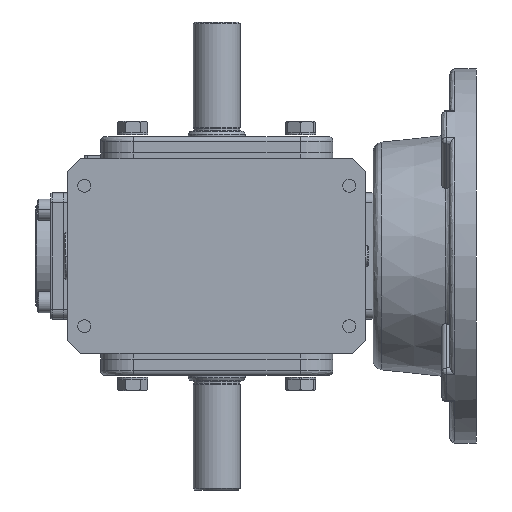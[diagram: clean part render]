
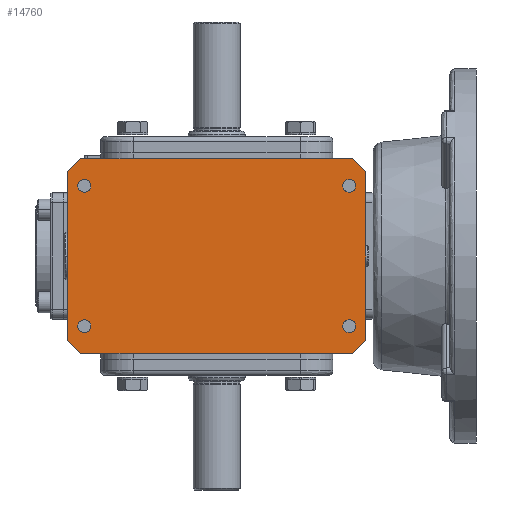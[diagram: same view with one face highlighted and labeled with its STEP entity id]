
A CAD part, front view. The second image highlights one B-rep face of the part: STEP entity #14760.
In plain terms, the highlighted planar face has unit normal (0, -1, 0).
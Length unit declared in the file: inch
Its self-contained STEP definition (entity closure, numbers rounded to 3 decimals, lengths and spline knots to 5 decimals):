
#162 = CARTESIAN_POINT ( 'NONE',  ( -3.26772, -2.93819, -2.34252 ) ) ;
#244 = CARTESIAN_POINT ( 'NONE',  ( 3.1874, -2.93819, 1.53115 ) ) ;
#451 = DIRECTION ( 'NONE',  ( 0., 1., 0. ) ) ;
#475 = CARTESIAN_POINT ( 'NONE',  ( -3.1874, -2.93819, -1.6874 ) ) ;
#486 = ORIENTED_EDGE ( 'NONE', *, *, #16379, .T. ) ;
#547 = CARTESIAN_POINT ( 'NONE',  ( -3.1874, -2.93819, 1.6874 ) ) ;
#639 = EDGE_CURVE ( 'NONE', #24346, #12296, #3855, .T. ) ;
#1077 = AXIS2_PLACEMENT_3D ( 'NONE', #3832, #18250, #5872 ) ;
#1211 = EDGE_CURVE ( 'NONE', #12296, #23149, #8061, .T. ) ;
#1309 = ORIENTED_EDGE ( 'NONE', *, *, #13440, .T. ) ;
#1375 = CIRCLE ( 'NONE', #1077, 0.15625 ) ;
#1449 = FACE_BOUND ( 'NONE', #12033, .T. ) ;
#1541 = LINE ( 'NONE', #18832, #23423 ) ;
#1569 = ORIENTED_EDGE ( 'NONE', *, *, #4801, .T. ) ;
#1784 = AXIS2_PLACEMENT_3D ( 'NONE', #475, #14871, #2543 ) ;
#1831 = CARTESIAN_POINT ( 'NONE',  ( 3.1874, -2.93819, -1.53115 ) ) ;
#2183 = CARTESIAN_POINT ( 'NONE',  ( 3.58268, -2.93819, 2.02756 ) ) ;
#2310 = VECTOR ( 'NONE', #16575, 39.37008 ) ;
#2312 = DIRECTION ( 'NONE',  ( 0., 1., 0. ) ) ;
#2361 = DIRECTION ( 'NONE',  ( 1., 0., 0. ) ) ;
#2365 = EDGE_CURVE ( 'NONE', #3537, #13800, #13150, .T. ) ;
#2383 = DIRECTION ( 'NONE',  ( 0., 0., -1. ) ) ;
#2543 = DIRECTION ( 'NONE',  ( 0., 0., -1. ) ) ;
#2562 = CARTESIAN_POINT ( 'NONE',  ( 3.26772, -2.93819, -2.34252 ) ) ;
#2606 = DIRECTION ( 'NONE',  ( 0., 0., -1. ) ) ;
#3143 = CARTESIAN_POINT ( 'NONE',  ( -3.1874, -2.93819, -1.6874 ) ) ;
#3286 = EDGE_CURVE ( 'NONE', #23781, #23916, #13126, .T. ) ;
#3487 = AXIS2_PLACEMENT_3D ( 'NONE', #547, #14936, #2606 ) ;
#3537 = VERTEX_POINT ( 'NONE', #13515 ) ;
#3704 = VERTEX_POINT ( 'NONE', #9029 ) ;
#3753 = CARTESIAN_POINT ( 'NONE',  ( -3.58268, -2.93819, -2.02756 ) ) ;
#3832 = CARTESIAN_POINT ( 'NONE',  ( 3.1874, -2.93819, 1.6874 ) ) ;
#3855 = LINE ( 'NONE', #21750, #14792 ) ;
#3925 = VERTEX_POINT ( 'NONE', #5598 ) ;
#4050 = DIRECTION ( 'NONE',  ( 0., 1., 0. ) ) ;
#4192 = EDGE_CURVE ( 'NONE', #8053, #21173, #1541, .T. ) ;
#4420 = DIRECTION ( 'NONE',  ( 0., 0., 1. ) ) ;
#4531 = ORIENTED_EDGE ( 'NONE', *, *, #22444, .T. ) ;
#4760 = AXIS2_PLACEMENT_3D ( 'NONE', #12763, #451, #14845 ) ;
#4801 = EDGE_CURVE ( 'NONE', #3704, #8053, #15694, .T. ) ;
#4919 = CIRCLE ( 'NONE', #22582, 0.15625 ) ;
#4946 = FACE_BOUND ( 'NONE', #14978, .T. ) ;
#4962 = CARTESIAN_POINT ( 'NONE',  ( -3.58268, -2.93819, 2.55906 ) ) ;
#5209 = DIRECTION ( 'NONE',  ( 0., 0., -1. ) ) ;
#5340 = ORIENTED_EDGE ( 'NONE', *, *, #2365, .T. ) ;
#5527 = ORIENTED_EDGE ( 'NONE', *, *, #639, .T. ) ;
#5598 = CARTESIAN_POINT ( 'NONE',  ( -3.1874, -2.93819, 1.84365 ) ) ;
#5601 = FACE_OUTER_BOUND ( 'NONE', #22700, .T. ) ;
#5656 = VECTOR ( 'NONE', #2361, 39.37008 ) ;
#5862 = ORIENTED_EDGE ( 'NONE', *, *, #19296, .T. ) ;
#5872 = DIRECTION ( 'NONE',  ( 0., 0., -1. ) ) ;
#6102 = CARTESIAN_POINT ( 'NONE',  ( -3.1874, -2.93819, 1.53115 ) ) ;
#6390 = ORIENTED_EDGE ( 'NONE', *, *, #24092, .T. ) ;
#6500 = CARTESIAN_POINT ( 'NONE',  ( -3.58268, -2.93819, 2.34252 ) ) ;
#7033 = DIRECTION ( 'NONE',  ( 0., -1., 0. ) ) ;
#7254 = LINE ( 'NONE', #12482, #16280 ) ;
#7408 = VECTOR ( 'NONE', #2383, 39.37008 ) ;
#7610 = VERTEX_POINT ( 'NONE', #10419 ) ;
#7635 = CARTESIAN_POINT ( 'NONE',  ( 3.1874, -2.93819, -1.6874 ) ) ;
#7786 = LINE ( 'NONE', #2183, #2310 ) ;
#8053 = VERTEX_POINT ( 'NONE', #22102 ) ;
#8061 = LINE ( 'NONE', #12630, #7408 ) ;
#9029 = CARTESIAN_POINT ( 'NONE',  ( 3.26772, -2.93819, -2.34252 ) ) ;
#9294 = VERTEX_POINT ( 'NONE', #6102 ) ;
#9520 = CARTESIAN_POINT ( 'NONE',  ( 3.1874, -2.93819, -1.84365 ) ) ;
#9586 = VECTOR ( 'NONE', #17063, 39.37008 ) ;
#9726 = DIRECTION ( 'NONE',  ( 0., 0., -1. ) ) ;
#9809 = ORIENTED_EDGE ( 'NONE', *, *, #17152, .T. ) ;
#10419 = CARTESIAN_POINT ( 'NONE',  ( 3.26772, -2.93819, 2.34252 ) ) ;
#11169 = AXIS2_PLACEMENT_3D ( 'NONE', #4962, #7033, #21440 ) ;
#11519 = EDGE_LOOP ( 'NONE', ( #20560, #15931 ) ) ;
#11590 = EDGE_LOOP ( 'NONE', ( #4531, #486 ) ) ;
#11790 = CARTESIAN_POINT ( 'NONE',  ( -3.26772, -2.93819, 2.34252 ) ) ;
#11893 = CARTESIAN_POINT ( 'NONE',  ( -3.1874, -2.93819, -1.84365 ) ) ;
#12033 = EDGE_LOOP ( 'NONE', ( #9809, #5340 ) ) ;
#12083 = AXIS2_PLACEMENT_3D ( 'NONE', #16386, #4050, #18461 ) ;
#12120 = VERTEX_POINT ( 'NONE', #9520 ) ;
#12293 = VECTOR ( 'NONE', #18953, 39.37008 ) ;
#12296 = VERTEX_POINT ( 'NONE', #16445 ) ;
#12482 = CARTESIAN_POINT ( 'NONE',  ( -3.58268, -2.93819, -2.02756 ) ) ;
#12630 = CARTESIAN_POINT ( 'NONE',  ( -3.58268, -2.93819, 2.55906 ) ) ;
#12763 = CARTESIAN_POINT ( 'NONE',  ( 3.1874, -2.93819, 1.6874 ) ) ;
#13126 = CIRCLE ( 'NONE', #1784, 0.15625 ) ;
#13150 = CIRCLE ( 'NONE', #4760, 0.15625 ) ;
#13440 = EDGE_CURVE ( 'NONE', #23149, #16845, #7254, .T. ) ;
#13463 = DIRECTION ( 'NONE',  ( -0.707, 0., -0.707 ) ) ;
#13515 = CARTESIAN_POINT ( 'NONE',  ( 3.1874, -2.93819, 1.84365 ) ) ;
#13800 = VERTEX_POINT ( 'NONE', #244 ) ;
#14482 = ORIENTED_EDGE ( 'NONE', *, *, #3286, .T. ) ;
#14635 = CARTESIAN_POINT ( 'NONE',  ( -3.1874, -2.93819, 1.6874 ) ) ;
#14760 = ADVANCED_FACE ( 'NONE', ( #5601, #4946, #15930, #1449, #26207 ), #15150, .T. ) ;
#14792 = VECTOR ( 'NONE', #13463, 39.37008 ) ;
#14845 = DIRECTION ( 'NONE',  ( 0., 0., -1. ) ) ;
#14871 = DIRECTION ( 'NONE',  ( 0., 1., 0. ) ) ;
#14936 = DIRECTION ( 'NONE',  ( 0., 1., 0. ) ) ;
#14978 = EDGE_LOOP ( 'NONE', ( #24847, #14482 ) ) ;
#15150 = PLANE ( 'NONE',  #11169 ) ;
#15694 = LINE ( 'NONE', #2562, #9586 ) ;
#15711 = ORIENTED_EDGE ( 'NONE', *, *, #4192, .T. ) ;
#15930 = FACE_BOUND ( 'NONE', #11590, .T. ) ;
#15931 = ORIENTED_EDGE ( 'NONE', *, *, #22135, .T. ) ;
#15978 = LINE ( 'NONE', #16761, #5656 ) ;
#16280 = VECTOR ( 'NONE', #24823, 39.37008 ) ;
#16379 = EDGE_CURVE ( 'NONE', #3925, #9294, #26168, .T. ) ;
#16386 = CARTESIAN_POINT ( 'NONE',  ( 3.1874, -2.93819, -1.6874 ) ) ;
#16445 = CARTESIAN_POINT ( 'NONE',  ( -3.58268, -2.93819, 2.02756 ) ) ;
#16575 = DIRECTION ( 'NONE',  ( -0.707, 0., 0.707 ) ) ;
#16708 = DIRECTION ( 'NONE',  ( 0., 0., -1. ) ) ;
#16761 = CARTESIAN_POINT ( 'NONE',  ( -3.58268, -2.93819, -2.34252 ) ) ;
#16845 = VERTEX_POINT ( 'NONE', #162 ) ;
#17063 = DIRECTION ( 'NONE',  ( 0.707, 0., 0.707 ) ) ;
#17152 = EDGE_CURVE ( 'NONE', #13800, #3537, #1375, .T. ) ;
#17561 = DIRECTION ( 'NONE',  ( 0., 1., 0. ) ) ;
#17750 = EDGE_CURVE ( 'NONE', #23916, #23781, #20968, .T. ) ;
#17820 = LINE ( 'NONE', #6500, #12293 ) ;
#18108 = ORIENTED_EDGE ( 'NONE', *, *, #24995, .T. ) ;
#18250 = DIRECTION ( 'NONE',  ( 0., 1., 0. ) ) ;
#18461 = DIRECTION ( 'NONE',  ( 0., 0., -1. ) ) ;
#18832 = CARTESIAN_POINT ( 'NONE',  ( 3.58268, -2.93819, 2.55906 ) ) ;
#18953 = DIRECTION ( 'NONE',  ( -1., 0., 0. ) ) ;
#19178 = ORIENTED_EDGE ( 'NONE', *, *, #1211, .T. ) ;
#19296 = EDGE_CURVE ( 'NONE', #16845, #3704, #15978, .T. ) ;
#20560 = ORIENTED_EDGE ( 'NONE', *, *, #24494, .T. ) ;
#20968 = CIRCLE ( 'NONE', #26478, 0.15625 ) ;
#21173 = VERTEX_POINT ( 'NONE', #22566 ) ;
#21440 = DIRECTION ( 'NONE',  ( 0., 0., -1. ) ) ;
#21750 = CARTESIAN_POINT ( 'NONE',  ( -3.26772, -2.93819, 2.34252 ) ) ;
#22037 = DIRECTION ( 'NONE',  ( 0., 1., 0. ) ) ;
#22102 = CARTESIAN_POINT ( 'NONE',  ( 3.58268, -2.93819, -2.02756 ) ) ;
#22135 = EDGE_CURVE ( 'NONE', #24023, #12120, #4919, .T. ) ;
#22324 = CIRCLE ( 'NONE', #23447, 0.15625 ) ;
#22444 = EDGE_CURVE ( 'NONE', #9294, #3925, #22324, .T. ) ;
#22566 = CARTESIAN_POINT ( 'NONE',  ( 3.58268, -2.93819, 2.02756 ) ) ;
#22582 = AXIS2_PLACEMENT_3D ( 'NONE', #7635, #22037, #9726 ) ;
#22700 = EDGE_LOOP ( 'NONE', ( #19178, #1309, #5862, #1569, #15711, #6390, #18108, #5527 ) ) ;
#23149 = VERTEX_POINT ( 'NONE', #3753 ) ;
#23423 = VECTOR ( 'NONE', #4420, 39.37008 ) ;
#23447 = AXIS2_PLACEMENT_3D ( 'NONE', #14635, #2312, #16708 ) ;
#23781 = VERTEX_POINT ( 'NONE', #26037 ) ;
#23916 = VERTEX_POINT ( 'NONE', #11893 ) ;
#24023 = VERTEX_POINT ( 'NONE', #1831 ) ;
#24092 = EDGE_CURVE ( 'NONE', #21173, #7610, #7786, .T. ) ;
#24241 = CIRCLE ( 'NONE', #12083, 0.15625 ) ;
#24346 = VERTEX_POINT ( 'NONE', #11790 ) ;
#24494 = EDGE_CURVE ( 'NONE', #12120, #24023, #24241, .T. ) ;
#24823 = DIRECTION ( 'NONE',  ( 0.707, 0., -0.707 ) ) ;
#24847 = ORIENTED_EDGE ( 'NONE', *, *, #17750, .T. ) ;
#24995 = EDGE_CURVE ( 'NONE', #7610, #24346, #17820, .T. ) ;
#26037 = CARTESIAN_POINT ( 'NONE',  ( -3.1874, -2.93819, -1.53115 ) ) ;
#26168 = CIRCLE ( 'NONE', #3487, 0.15625 ) ;
#26207 = FACE_BOUND ( 'NONE', #11519, .T. ) ;
#26478 = AXIS2_PLACEMENT_3D ( 'NONE', #3143, #17561, #5209 ) ;
